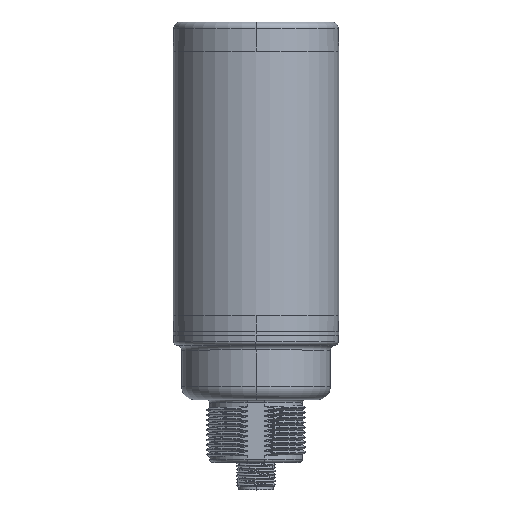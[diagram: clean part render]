
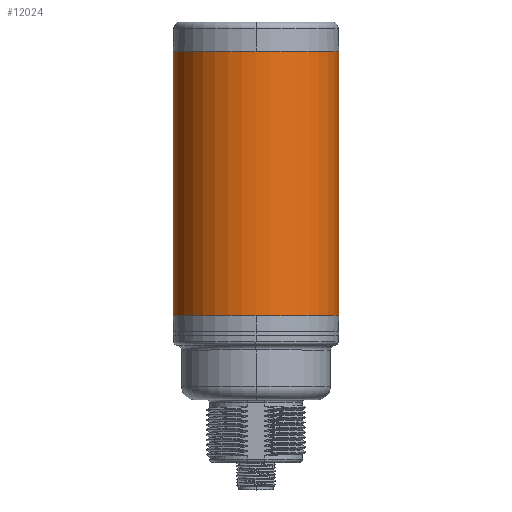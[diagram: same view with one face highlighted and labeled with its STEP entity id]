
A CAD part, top view. The second image highlights one B-rep face of the part: STEP entity #12024.
In plain terms, the highlighted cylindrical face has radius 25 mm (diameter 50 mm), a partial arc.
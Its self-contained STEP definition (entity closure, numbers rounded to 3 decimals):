
#2280=CARTESIAN_POINT('',(0.,22.4,0.));
#2281=DIRECTION('',(0.,1.,0.));
#2282=DIRECTION('',(0.,0.,1.));
#2283=AXIS2_PLACEMENT_3D('',#2280,#2281,#2282);
#2308=CARTESIAN_POINT('',(0.,22.4,0.));
#2309=DIRECTION('',(0.,1.,0.));
#2310=DIRECTION('',(-1.,0.,0.));
#2311=AXIS2_PLACEMENT_3D('',#2308,#2309,#2310);
#2318=DIRECTION('',(0.,1.,0.));
#2319=VECTOR('',#2318,80.);
#2320=CARTESIAN_POINT('',(25.,22.4,0.));
#2321=LINE('',#2320,#2319);
#2345=CARTESIAN_POINT('',(0.,102.4,0.));
#2346=DIRECTION('',(0.,1.,0.));
#2347=DIRECTION('',(-1.,0.,0.));
#2348=AXIS2_PLACEMENT_3D('',#2345,#2346,#2347);
#2350=CARTESIAN_POINT('',(0.,102.4,0.));
#2351=DIRECTION('',(0.,1.,0.));
#2352=DIRECTION('',(0.,0.,1.));
#2353=AXIS2_PLACEMENT_3D('',#2350,#2351,#2352);
#2355=DIRECTION('',(0.,1.,0.));
#2356=VECTOR('',#2355,80.);
#2357=CARTESIAN_POINT('',(-25.,22.4,0.));
#2358=LINE('',#2357,#2356);
#9468=CARTESIAN_POINT('',(25.,22.4,0.));
#9470=VERTEX_POINT('',#9468);
#9472=CARTESIAN_POINT('',(-25.,22.4,0.));
#9473=VERTEX_POINT('',#9472);
#9474=CARTESIAN_POINT('',(0.,22.4,25.));
#9475=VERTEX_POINT('',#9474);
#9707=CARTESIAN_POINT('',(-25.,102.4,0.));
#9709=VERTEX_POINT('',#9707);
#9710=CARTESIAN_POINT('',(0.,102.4,25.));
#9711=VERTEX_POINT('',#9710);
#9712=CARTESIAN_POINT('',(25.,102.4,0.));
#9713=VERTEX_POINT('',#9712);
#12011=CARTESIAN_POINT('',(0.,22.4,0.));
#12012=DIRECTION('',(0.,1.,0.));
#12013=DIRECTION('',(1.,0.,0.));
#12014=AXIS2_PLACEMENT_3D('',#12011,#12012,#12013);
#12015=CYLINDRICAL_SURFACE('',#12014,25.);
#12016=ORIENTED_EDGE('',*,*,#11991,.T.);
#12017=ORIENTED_EDGE('',*,*,#12001,.T.);
#12018=ORIENTED_EDGE('',*,*,#11972,.F.);
#12019=ORIENTED_EDGE('',*,*,#11939,.F.);
#12020=ORIENTED_EDGE('',*,*,#11956,.F.);
#12021=ORIENTED_EDGE('',*,*,#11968,.T.);
#12022=EDGE_LOOP('',(#12016,#12017,#12018,#12019,#12020,#12021));
#12023=FACE_OUTER_BOUND('',#12022,.F.);
#12024=ADVANCED_FACE('',(#12023),#12015,.T.);
#2284=CIRCLE('',#2283,25.);
#2312=CIRCLE('',#2311,25.);
#2349=CIRCLE('',#2348,25.);
#2354=CIRCLE('',#2353,25.);
#11939=EDGE_CURVE('',#9475,#9470,#2284,.T.);
#11956=EDGE_CURVE('',#9473,#9475,#2312,.T.);
#11968=EDGE_CURVE('',#9473,#9709,#2358,.T.);
#11972=EDGE_CURVE('',#9470,#9713,#2321,.T.);
#11991=EDGE_CURVE('',#9709,#9711,#2349,.T.);
#12001=EDGE_CURVE('',#9711,#9713,#2354,.T.);
